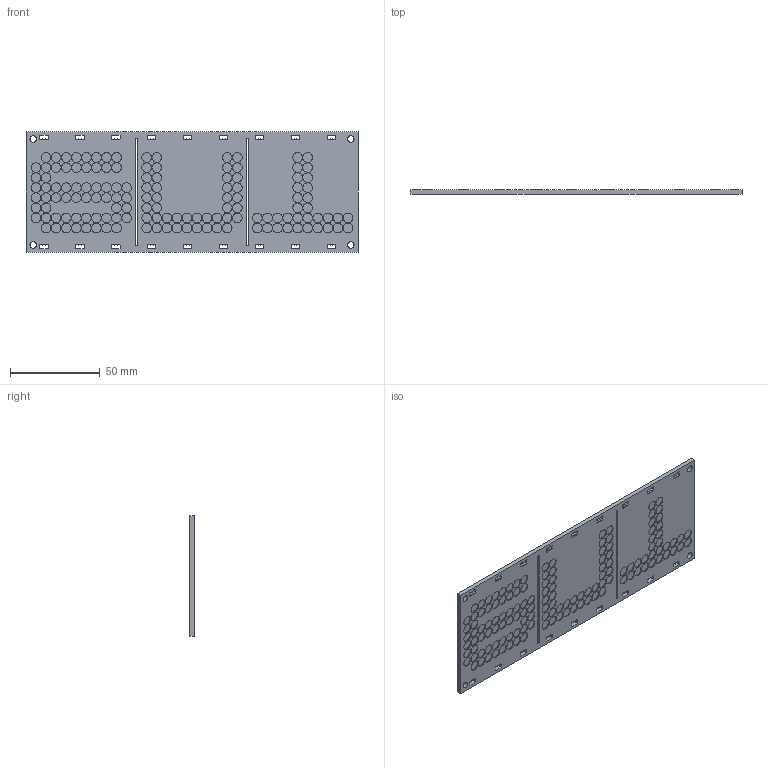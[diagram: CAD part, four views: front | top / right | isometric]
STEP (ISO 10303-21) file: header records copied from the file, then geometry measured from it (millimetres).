
FILE_DESCRIPTION(/* description */ (''),/* implementation_level */ '2;1');
FILE_NAME(/* name */ '2018-07-17 LeoBlinky2018 Acrylic ENT RevC.step',/* time_stamp */ '2018-07-17T21:44:35+08:00',/* author */ ('matt7HKHE'),/* organization */ (''),/* preprocessor_version */ 'ST-DEVELOPER v17',/* originating_system */ 'Autodesk Translation Framework v7.1.0.215',/* authorisation */ '');
FILE_SCHEMA (('AUTOMOTIVE_DESIGN { 1 0 10303 214 3 1 1 }'));
Length unit declared in the file: millimetre
Products named in the file (1): ENT v3
Bounding box: 184.8 x 2.53 x 67 mm (x, y, z)
Volume: 28839.5 mm3; surface area: 27870.3 mm2
Topology: 1 solids, 1 shells, 398 faces, 780 edges, 520 vertices
Faces by surface type: plane 200, cylinder 198
Full cylindrical faces by diameter (mm): 3.6 x4, 5.4 x136
Entity records: 10496 total; most frequent: DIRECTION 1974, CARTESIAN_POINT 1699, ORIENTED_EDGE 1560, AXIS2_PLACEMENT_3D 795, EDGE_CURVE 780, EDGE_LOOP 582, VERTEX_POINT 520, FACE_OUTER_BOUND 398
